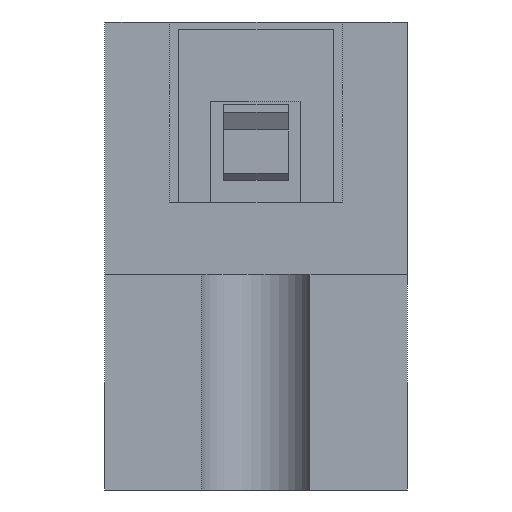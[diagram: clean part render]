
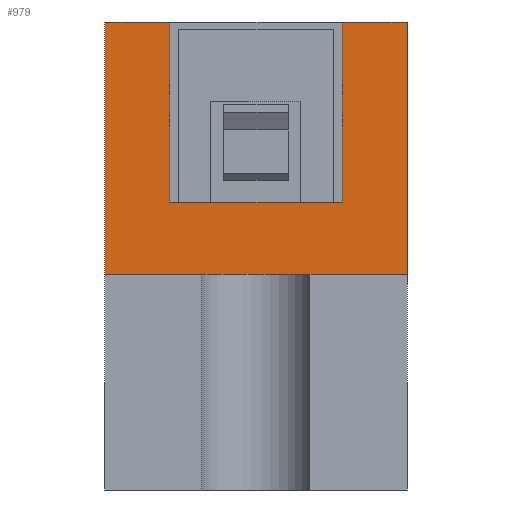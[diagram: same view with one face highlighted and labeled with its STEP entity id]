
A CAD part, left-side view. The second image highlights one B-rep face of the part: STEP entity #979.
In plain terms, the highlighted planar face has unit normal (-1, 0, 0).
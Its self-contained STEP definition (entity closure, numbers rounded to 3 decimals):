
#979 = ADVANCED_FACE( '', ( #2026 ), #2027, .T. );
#2026 = FACE_OUTER_BOUND( '', #3235, .T. );
#2027 = PLANE( '', #3236 );
#3235 = EDGE_LOOP( '', ( #5690, #5691, #5692, #5693, #5694, #5695, #5696, #5697 ) );
#3236 = AXIS2_PLACEMENT_3D( '', #5698, #5699, #5700 );
#5690 = ORIENTED_EDGE( '', *, *, #8661, .F. );
#5691 = ORIENTED_EDGE( '', *, *, #7871, .T. );
#5692 = ORIENTED_EDGE( '', *, *, #8662, .T. );
#5693 = ORIENTED_EDGE( '', *, *, #8291, .T. );
#5694 = ORIENTED_EDGE( '', *, *, #8024, .F. );
#5695 = ORIENTED_EDGE( '', *, *, #8663, .T. );
#5696 = ORIENTED_EDGE( '', *, *, #8664, .T. );
#5697 = ORIENTED_EDGE( '', *, *, #8289, .T. );
#5698 = CARTESIAN_POINT( '', ( -15.31, -4.2, -5. ) );
#5699 = DIRECTION( '', ( -1., 0., 0. ) );
#5700 = DIRECTION( '', ( 0., 0., 1. ) );
#7871 = EDGE_CURVE( '', #9544, #9556, #9558, .T. );
#8024 = EDGE_CURVE( '', #9816, #9818, #9819, .T. );
#8289 = EDGE_CURVE( '', #10252, #10253, #10254, .T. );
#8291 = EDGE_CURVE( '', #10256, #9818, #10257, .T. );
#8661 = EDGE_CURVE( '', #9544, #10253, #10809, .T. );
#8662 = EDGE_CURVE( '', #9556, #10256, #10810, .T. );
#8663 = EDGE_CURVE( '', #9816, #10811, #10812, .T. );
#8664 = EDGE_CURVE( '', #10811, #10252, #10813, .T. );
#9544 = VERTEX_POINT( '', #11960 );
#9556 = VERTEX_POINT( '', #11977 );
#9558 = LINE( '', #11980, #11981 );
#9816 = VERTEX_POINT( '', #12354 );
#9818 = VERTEX_POINT( '', #12357 );
#9819 = LINE( '', #12358, #12359 );
#10252 = VERTEX_POINT( '', #12986 );
#10253 = VERTEX_POINT( '', #12987 );
#10254 = LINE( '', #12988, #12989 );
#10256 = VERTEX_POINT( '', #12992 );
#10257 = LINE( '', #12993, #12994 );
#10809 = LINE( '', #13816, #13817 );
#10810 = LINE( '', #13818, #13819 );
#10811 = VERTEX_POINT( '', #13820 );
#10812 = LINE( '', #13821, #13822 );
#10813 = LINE( '', #13823, #13824 );
#11960 = CARTESIAN_POINT( '', ( -15.31, 4.2, -2. ) );
#11977 = CARTESIAN_POINT( '', ( -15.31, -4.2, -2. ) );
#11980 = CARTESIAN_POINT( '', ( -15.31, 4.2, -2. ) );
#11981 = VECTOR( '', #14888, 1000. );
#12354 = CARTESIAN_POINT( '', ( -15.31, -2.4, 0. ) );
#12357 = CARTESIAN_POINT( '', ( -15.31, -2.4, 5. ) );
#12358 = CARTESIAN_POINT( '', ( -15.31, -2.4, 0. ) );
#12359 = VECTOR( '', #15023, 1000. );
#12986 = CARTESIAN_POINT( '', ( -15.31, 2.4, 5. ) );
#12987 = CARTESIAN_POINT( '', ( -15.31, 4.2, 5. ) );
#12988 = CARTESIAN_POINT( '', ( -15.31, -4.2, 5. ) );
#12989 = VECTOR( '', #15284, 1000. );
#12992 = CARTESIAN_POINT( '', ( -15.31, -4.2, 5. ) );
#12993 = CARTESIAN_POINT( '', ( -15.31, -4.2, 5. ) );
#12994 = VECTOR( '', #15286, 1000. );
#13816 = CARTESIAN_POINT( '', ( -15.31, 4.2, -5. ) );
#13817 = VECTOR( '', #15638, 1000. );
#13818 = CARTESIAN_POINT( '', ( -15.31, -4.2, -5. ) );
#13819 = VECTOR( '', #15639, 1000. );
#13820 = CARTESIAN_POINT( '', ( -15.31, 2.4, 0. ) );
#13821 = CARTESIAN_POINT( '', ( -15.31, -2.4, 0. ) );
#13822 = VECTOR( '', #15640, 1000. );
#13823 = CARTESIAN_POINT( '', ( -15.31, 2.4, 0. ) );
#13824 = VECTOR( '', #15641, 1000. );
#14888 = DIRECTION( '', ( 0., -1., 0. ) );
#15023 = DIRECTION( '', ( 0., 0., 1. ) );
#15284 = DIRECTION( '', ( 0., 1., 0. ) );
#15286 = DIRECTION( '', ( 0., 1., 0. ) );
#15638 = DIRECTION( '', ( 0., 0., 1. ) );
#15639 = DIRECTION( '', ( 0., 0., 1. ) );
#15640 = DIRECTION( '', ( 0., 1., 0. ) );
#15641 = DIRECTION( '', ( 0., 0., 1. ) );
